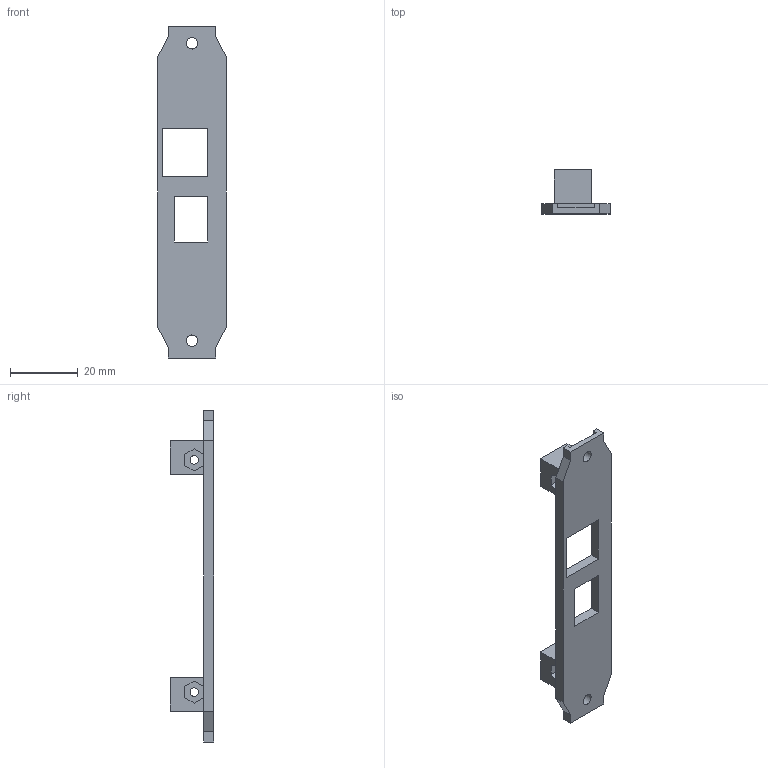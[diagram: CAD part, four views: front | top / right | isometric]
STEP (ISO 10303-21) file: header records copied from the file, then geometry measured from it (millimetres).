
FILE_DESCRIPTION(('FreeCAD Model'),'2;1');
FILE_NAME('Open CASCADE Shape Model','2023-06-18T11:55:30',('Author'),( ''),'Open CASCADE STEP processor 7.5','FreeCAD','Unknown');
FILE_SCHEMA(('AUTOMOTIVE_DESIGN { 1 0 10303 214 1 1 1 1 }'));
Length unit declared in the file: millimetre
Products named in the file (1): cutOutExtender
Bounding box: 20.21 x 13 x 98.27 mm (x, y, z)
Volume: 6307.4 mm3; surface area: 5398.8 mm2
Topology: 1 solids, 1 shells, 58 faces, 156 edges, 104 vertices
Faces by surface type: plane 54, cylinder 4
Full cylindrical faces by diameter (mm): 2.5 x2, 3.4 x2
Entity records: 1834 total; most frequent: CARTESIAN_POINT 319, ORIENTED_EDGE 312, DIRECTION 282, EDGE_CURVE 156, LINE 148, VECTOR 148, VERTEX_POINT 104, FACE_BOUND 74
